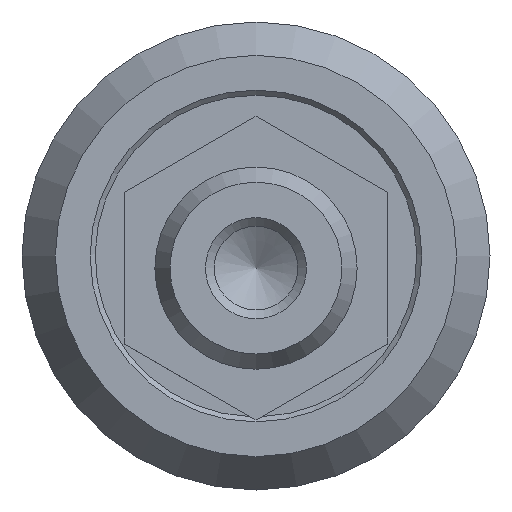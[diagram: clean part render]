
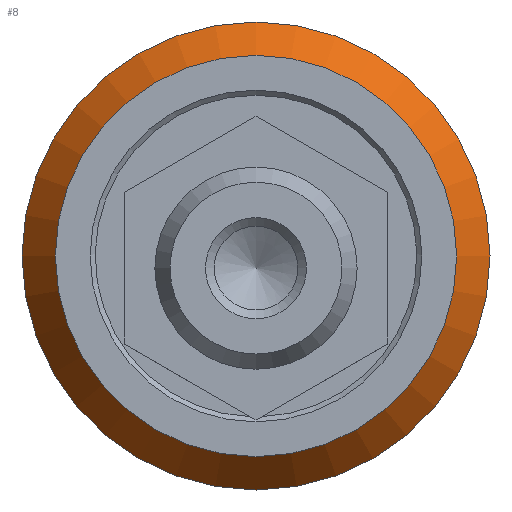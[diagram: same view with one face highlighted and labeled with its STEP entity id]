
A CAD part, left-side view. The second image highlights one B-rep face of the part: STEP entity #8.
In plain terms, the highlighted conical face has half-angle 35.596 degrees and reference radius 11.57 mm.
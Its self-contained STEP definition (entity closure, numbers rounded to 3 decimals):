
#8 = ADVANCED_FACE ( 'NONE', ( #169, #164 ), #167, .T. ) ;
#44 = ORIENTED_EDGE ( 'NONE', *, *, #308, .T. ) ;
#45 = ORIENTED_EDGE ( 'NONE', *, *, #300, .F. ) ;
#122 = EDGE_LOOP ( 'NONE', ( #45 ) ) ;
#127 = EDGE_LOOP ( 'NONE', ( #44 ) ) ;
#164 = FACE_OUTER_BOUND ( 'NONE', #122, .T. ) ;
#167 = CONICAL_SURFACE ( 'NONE', #327, 11.57, 0.621 ) ;
#169 = FACE_BOUND ( 'NONE', #127, .T. ) ;
#248 = CIRCLE ( 'NONE', #348, 11.57 ) ;
#255 = CIRCLE ( 'NONE', #351, 9.92 ) ;
#300 = EDGE_CURVE ( 'NONE', #692, #692, #248, .T. ) ;
#308 = EDGE_CURVE ( 'NONE', #698, #698, #255, .T. ) ;
#327 = AXIS2_PLACEMENT_3D ( 'NONE', #407, #408, #402 ) ;
#348 = AXIS2_PLACEMENT_3D ( 'NONE', #546, #559, #560 ) ;
#351 = AXIS2_PLACEMENT_3D ( 'NONE', #574, #581, #582 ) ;
#402 = DIRECTION ( 'NONE',  ( 0., 0., -1. ) ) ;
#407 = CARTESIAN_POINT ( 'NONE',  ( 8.305, 0., 0. ) ) ;
#408 = DIRECTION ( 'NONE',  ( 1., 0., 0. ) ) ;
#546 = CARTESIAN_POINT ( 'NONE',  ( 8.305, 0., 0. ) ) ;
#559 = DIRECTION ( 'NONE',  ( 1., 0., 0. ) ) ;
#560 = DIRECTION ( 'NONE',  ( 0., 0., -1. ) ) ;
#574 = CARTESIAN_POINT ( 'NONE',  ( 6., 0., 0. ) ) ;
#581 = DIRECTION ( 'NONE',  ( 1., 0., 0. ) ) ;
#582 = DIRECTION ( 'NONE',  ( 0., 0., -1. ) ) ;
#692 = VERTEX_POINT ( 'NONE', #693 ) ;
#693 = CARTESIAN_POINT ( 'NONE',  ( 8.305, 0., -11.57 ) ) ;
#698 = VERTEX_POINT ( 'NONE', #699 ) ;
#699 = CARTESIAN_POINT ( 'NONE',  ( 6., 0., -9.92 ) ) ;
